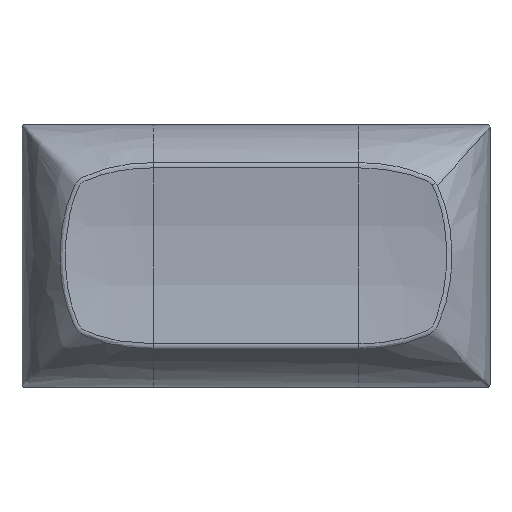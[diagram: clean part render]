
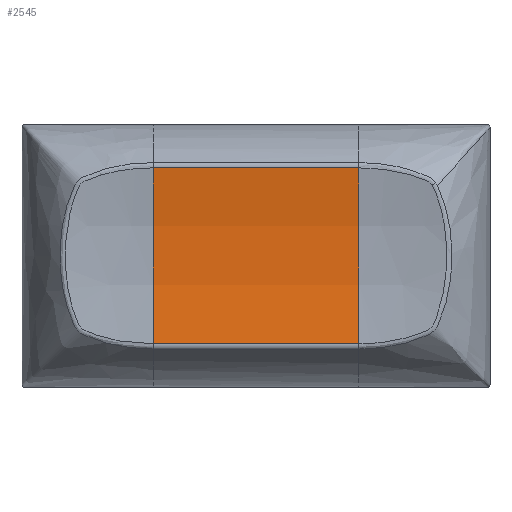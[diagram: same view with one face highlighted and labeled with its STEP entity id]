
A CAD part, top view. The second image highlights one B-rep face of the part: STEP entity #2545.
In plain terms, the highlighted cylindrical face has radius 38.75 mm (diameter 77.5 mm), a partial arc.
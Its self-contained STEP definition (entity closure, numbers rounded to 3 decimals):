
#1544 = VERTEX_POINT('',#1545);
#1545 = CARTESIAN_POINT('',(7.125,-6.145,16.779));
#1706 = EDGE_CURVE('',#1544,#1707,#1709,.T.);
#1707 = VERTEX_POINT('',#1708);
#1708 = CARTESIAN_POINT('',(-7.125,-6.145,16.779));
#1709 = LINE('',#1710,#1711);
#1710 = CARTESIAN_POINT('',(7.125,-6.145,16.779));
#1711 = VECTOR('',#1712,1.);
#1712 = DIRECTION('',(-1.,0.,0.));
#1731 = VERTEX_POINT('',#1732);
#1732 = CARTESIAN_POINT('',(-7.125,6.054,16.779));
#1936 = VERTEX_POINT('',#1937);
#1937 = CARTESIAN_POINT('',(7.125,6.054,16.779));
#2134 = EDGE_CURVE('',#1936,#1731,#2135,.T.);
#2135 = LINE('',#2136,#2137);
#2136 = CARTESIAN_POINT('',(7.125,6.054,16.779));
#2137 = VECTOR('',#2138,1.);
#2138 = DIRECTION('',(-1.,0.,0.));
#2534 = EDGE_CURVE('',#1936,#1544,#2535,.T.);
#2535 = CIRCLE('',#2536,38.75);
#2536 = AXIS2_PLACEMENT_3D('',#2537,#2538,#2539);
#2537 = CARTESIAN_POINT('',(7.125,-0.046,55.046)
  );
#2538 = DIRECTION('',(-1.,0.,0.));
#2539 = DIRECTION('',(0.,-1.,0.));
#2545 = ADVANCED_FACE('',(#2546),#2558,.F.);
#2546 = FACE_BOUND('',#2547,.F.);
#2547 = EDGE_LOOP('',(#2548,#2549,#2556,#2557));
#2548 = ORIENTED_EDGE('',*,*,#1706,.T.);
#2549 = ORIENTED_EDGE('',*,*,#2550,.T.);
#2550 = EDGE_CURVE('',#1707,#1731,#2551,.T.);
#2551 = CIRCLE('',#2552,38.75);
#2552 = AXIS2_PLACEMENT_3D('',#2553,#2554,#2555);
#2553 = CARTESIAN_POINT('',(-7.125,-0.046,55.046)
  );
#2554 = DIRECTION('',(1.,0.,0.));
#2555 = DIRECTION('',(0.,-1.,0.));
#2556 = ORIENTED_EDGE('',*,*,#2134,.F.);
#2557 = ORIENTED_EDGE('',*,*,#2534,.T.);
#2558 = CYLINDRICAL_SURFACE('',#2559,38.75);
#2559 = AXIS2_PLACEMENT_3D('',#2560,#2561,#2562);
#2560 = CARTESIAN_POINT('',(7.125,-0.046,55.046)
  );
#2561 = DIRECTION('',(-1.,0.,0.));
#2562 = DIRECTION('',(0.,-1.,0.));
